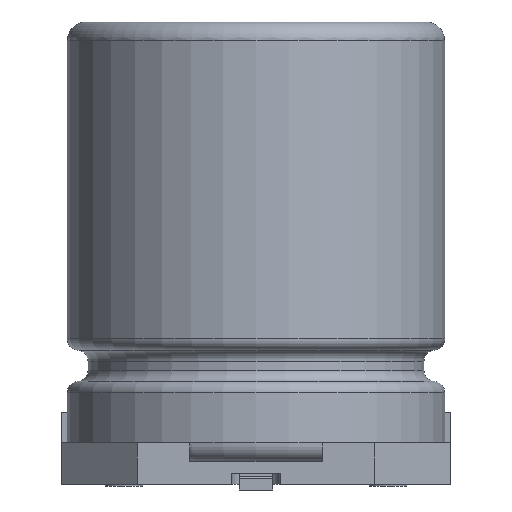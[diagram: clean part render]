
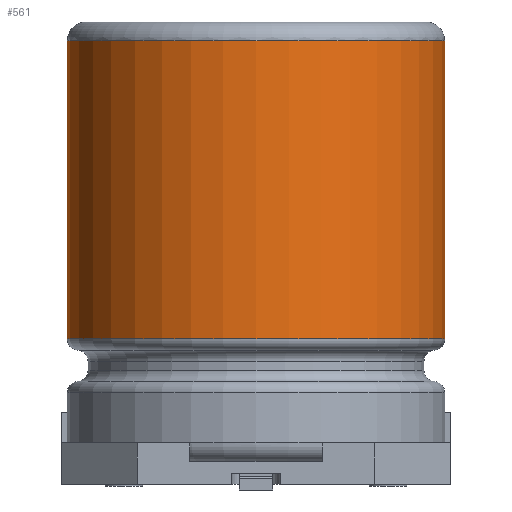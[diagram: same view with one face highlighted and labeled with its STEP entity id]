
A CAD part, front view. The second image highlights one B-rep face of the part: STEP entity #561.
In plain terms, the highlighted cylindrical face has radius 5 mm (diameter 10 mm), a full revolution.
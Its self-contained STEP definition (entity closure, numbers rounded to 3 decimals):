
#561 = ADVANCED_FACE( '', ( #1197, #1198 ), #1199, .T. );
#1197 = FACE_OUTER_BOUND( '', #1904, .T. );
#1198 = FACE_OUTER_BOUND( '', #1905, .T. );
#1199 = CYLINDRICAL_SURFACE( '', #1906, 5. );
#1904 = EDGE_LOOP( '', ( #3559 ) );
#1905 = EDGE_LOOP( '', ( #3560 ) );
#1906 = AXIS2_PLACEMENT_3D( '', #3561, #3562, #3563 );
#3559 = ORIENTED_EDGE( '', *, *, #4524, .T. );
#3560 = ORIENTED_EDGE( '', *, *, #4673, .T. );
#3561 = CARTESIAN_POINT( '', ( 0., 0., 9.9 ) );
#3562 = DIRECTION( '', ( 0., 0., -1. ) );
#3563 = DIRECTION( '', ( 1., 0., 0. ) );
#4524 = EDGE_CURVE( '', #5468, #5468, #5469, .T. );
#4673 = EDGE_CURVE( '', #5684, #5684, #5685, .T. );
#5468 = VERTEX_POINT( '', #7232 );
#5469 = CIRCLE( '', #7233, 5. );
#5684 = VERTEX_POINT( '', #7553 );
#5685 = CIRCLE( '', #7554, 5. );
#7232 = CARTESIAN_POINT( '', ( -5., 0., 11.15 ) );
#7233 = AXIS2_PLACEMENT_3D( '', #8207, #8208, #8209 );
#7553 = CARTESIAN_POINT( '', ( 5., 0., 3.252 ) );
#7554 = AXIS2_PLACEMENT_3D( '', #8341, #8342, #8343 );
#8207 = CARTESIAN_POINT( '', ( 0., 0., 11.15 ) );
#8208 = DIRECTION( '', ( 0., 0., -1. ) );
#8209 = DIRECTION( '', ( -1., 0., 0. ) );
#8341 = CARTESIAN_POINT( '', ( 0., 0., 3.252 ) );
#8342 = DIRECTION( '', ( 0., 0., 1. ) );
#8343 = DIRECTION( '', ( 1., 0., 0. ) );
